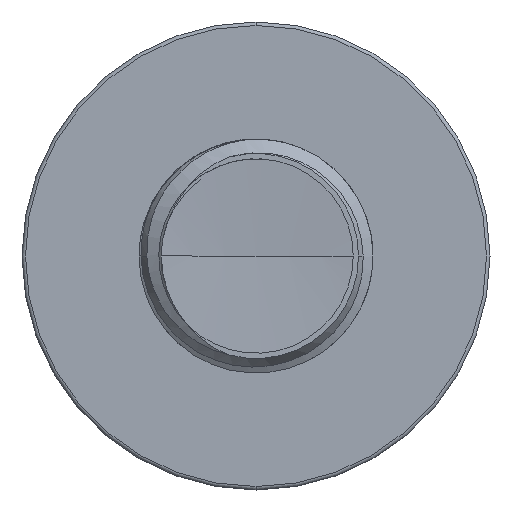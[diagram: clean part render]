
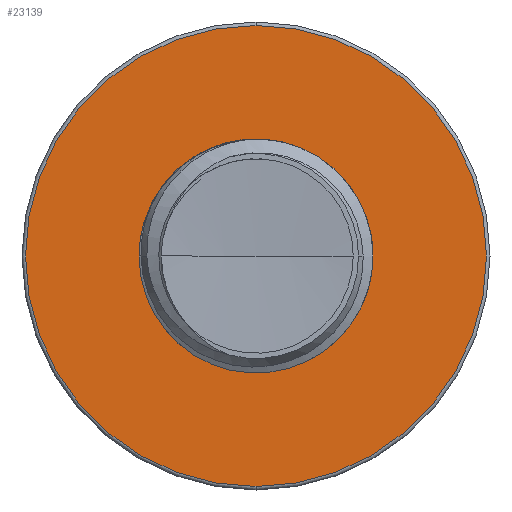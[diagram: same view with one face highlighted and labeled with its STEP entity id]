
A CAD part, front view. The second image highlights one B-rep face of the part: STEP entity #23139.
In plain terms, the highlighted planar face has unit normal (0, -1, 0).
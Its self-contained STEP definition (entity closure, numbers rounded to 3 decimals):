
#63 = CIRCLE ( 'NONE', #18429, 7.88 ) ;
#673 = DIRECTION ( 'NONE',  ( 0., -1., 0. ) ) ;
#866 = DIRECTION ( 'NONE',  ( 0., 0., -1. ) ) ;
#888 = EDGE_CURVE ( 'NONE', #22590, #31270, #18650, .T. ) ;
#1871 = CARTESIAN_POINT ( 'NONE',  ( 0., 20., -7.88 ) ) ;
#3879 = DIRECTION ( 'NONE',  ( 0., -1., 0. ) ) ;
#5686 = DIRECTION ( 'NONE',  ( 0., -1., 0. ) ) ;
#5851 = EDGE_CURVE ( 'NONE', #32961, #14619, #24215, .T. ) ;
#7261 = AXIS2_PLACEMENT_3D ( 'NONE', #18305, #3879, #22921 ) ;
#7692 = DIRECTION ( 'NONE',  ( 0., 0., -1. ) ) ;
#13172 = ORIENTED_EDGE ( 'NONE', *, *, #5851, .T. ) ;
#14619 = VERTEX_POINT ( 'NONE', #24799 ) ;
#14771 = DIRECTION ( 'NONE',  ( 0., -1., 0. ) ) ;
#14994 = CIRCLE ( 'NONE', #7261, 3.99 ) ;
#16706 = EDGE_LOOP ( 'NONE', ( #13172, #17833 ) ) ;
#17154 = FACE_BOUND ( 'NONE', #34038, .T. ) ;
#17833 = ORIENTED_EDGE ( 'NONE', *, *, #33553, .T. ) ;
#18120 = CARTESIAN_POINT ( 'NONE',  ( 0., 20., 3.99 ) ) ;
#18305 = CARTESIAN_POINT ( 'NONE',  ( 0., 20., 0. ) ) ;
#18429 = AXIS2_PLACEMENT_3D ( 'NONE', #21973, #5686, #24754 ) ;
#18650 = CIRCLE ( 'NONE', #28095, 3.99 ) ;
#18894 = ORIENTED_EDGE ( 'NONE', *, *, #888, .F. ) ;
#21244 = CARTESIAN_POINT ( 'NONE',  ( 0., 20., 3.99 ) ) ;
#21973 = CARTESIAN_POINT ( 'NONE',  ( 0., 20., 0. ) ) ;
#22590 = VERTEX_POINT ( 'NONE', #34033 ) ;
#22921 = DIRECTION ( 'NONE',  ( 0., 0., -1. ) ) ;
#23139 = ADVANCED_FACE ( 'NONE', ( #30933, #17154 ), #29114, .T. ) ;
#23472 = ORIENTED_EDGE ( 'NONE', *, *, #26172, .F. ) ;
#24032 = DIRECTION ( 'NONE',  ( 0., -1., 0. ) ) ;
#24215 = CIRCLE ( 'NONE', #29712, 7.88 ) ;
#24754 = DIRECTION ( 'NONE',  ( 0., 0., -1. ) ) ;
#24799 = CARTESIAN_POINT ( 'NONE',  ( 0., 20., 7.88 ) ) ;
#25277 = CARTESIAN_POINT ( 'NONE',  ( 0., 20., 0. ) ) ;
#26172 = EDGE_CURVE ( 'NONE', #31270, #22590, #14994, .T. ) ;
#28095 = AXIS2_PLACEMENT_3D ( 'NONE', #25277, #673, #866 ) ;
#29114 = PLANE ( 'NONE',  #30654 ) ;
#29712 = AXIS2_PLACEMENT_3D ( 'NONE', #31235, #14771, #33975 ) ;
#30654 = AXIS2_PLACEMENT_3D ( 'NONE', #21244, #24032, #7692 ) ;
#30933 = FACE_OUTER_BOUND ( 'NONE', #16706, .T. ) ;
#31235 = CARTESIAN_POINT ( 'NONE',  ( 0., 20., 0. ) ) ;
#31270 = VERTEX_POINT ( 'NONE', #18120 ) ;
#32961 = VERTEX_POINT ( 'NONE', #1871 ) ;
#33553 = EDGE_CURVE ( 'NONE', #14619, #32961, #63, .T. ) ;
#33975 = DIRECTION ( 'NONE',  ( 0., 0., -1. ) ) ;
#34033 = CARTESIAN_POINT ( 'NONE',  ( 0., 20., -3.99 ) ) ;
#34038 = EDGE_LOOP ( 'NONE', ( #18894, #23472 ) ) ;
